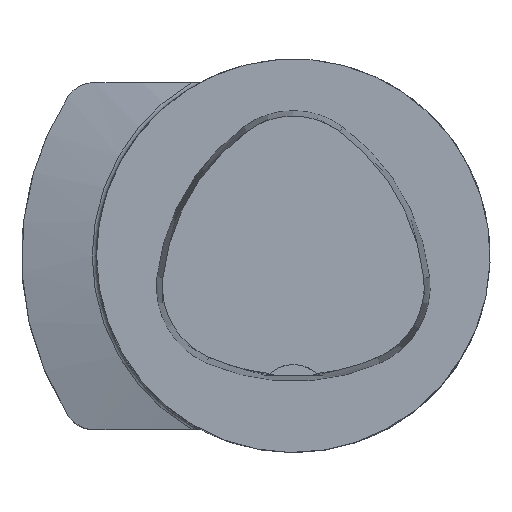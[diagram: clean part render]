
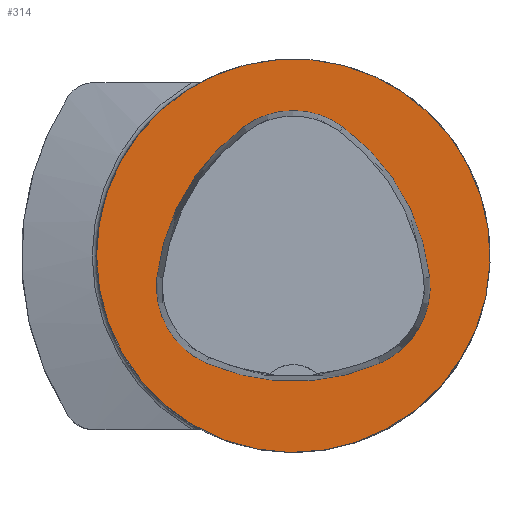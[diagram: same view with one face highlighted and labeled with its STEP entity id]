
A CAD part, top view. The second image highlights one B-rep face of the part: STEP entity #314.
In plain terms, the highlighted planar face has unit normal (0, 0, 1).
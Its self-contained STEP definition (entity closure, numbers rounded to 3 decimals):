
#253=FACE_BOUND('',#501,.T.);
#254=FACE_BOUND('',#502,.T.);
#314=ADVANCED_FACE('',(#253,#254),#348,.T.);
#348=PLANE('',#1316);
#501=EDGE_LOOP('',(#772,#773,#774,#775,#776,#777));
#502=EDGE_LOOP('',(#778));
#772=ORIENTED_EDGE('',*,*,#1060,.T.);
#773=ORIENTED_EDGE('',*,*,#1040,.T.);
#774=ORIENTED_EDGE('',*,*,#1044,.T.);
#775=ORIENTED_EDGE('',*,*,#1047,.T.);
#776=ORIENTED_EDGE('',*,*,#1050,.T.);
#777=ORIENTED_EDGE('',*,*,#1058,.T.);
#778=ORIENTED_EDGE('',*,*,#965,.F.);
#859=VERTEX_POINT('',#1820);
#906=VERTEX_POINT('',#2049);
#907=VERTEX_POINT('',#2050);
#910=VERTEX_POINT('',#2058);
#912=VERTEX_POINT('',#2064);
#914=VERTEX_POINT('',#2070);
#921=VERTEX_POINT('',#2091);
#965=EDGE_CURVE('',#859,#859,#1103,.T.);
#1040=EDGE_CURVE('',#906,#907,#1127,.T.);
#1044=EDGE_CURVE('',#907,#910,#1129,.T.);
#1047=EDGE_CURVE('',#910,#912,#1131,.T.);
#1050=EDGE_CURVE('',#912,#914,#1133,.T.);
#1058=EDGE_CURVE('',#914,#921,#1137,.T.);
#1060=EDGE_CURVE('',#921,#906,#1139,.T.);
#1103=CIRCLE('',#1234,40.);
#1127=CIRCLE('',#1294,44.);
#1129=CIRCLE('',#1297,17.);
#1131=CIRCLE('',#1300,44.);
#1133=CIRCLE('',#1303,17.);
#1137=CIRCLE('',#1308,44.);
#1139=CIRCLE('',#1311,17.);
#1234=AXIS2_PLACEMENT_3D('',#1819,#1463,#1464);
#1294=AXIS2_PLACEMENT_3D('',#2048,#1615,#1616);
#1297=AXIS2_PLACEMENT_3D('',#2057,#1623,#1624);
#1300=AXIS2_PLACEMENT_3D('',#2063,#1630,#1631);
#1303=AXIS2_PLACEMENT_3D('',#2069,#1637,#1638);
#1308=AXIS2_PLACEMENT_3D('',#2092,#1649,#1650);
#1311=AXIS2_PLACEMENT_3D('',#2095,#1655,#1656);
#1316=AXIS2_PLACEMENT_3D('',#2100,#1665,#1666);
#1463=DIRECTION('',(0.,0.,-1.));
#1464=DIRECTION('',(-1.,0.,0.));
#1615=DIRECTION('',(0.,0.,-1.));
#1616=DIRECTION('',(-1.,0.,0.));
#1623=DIRECTION('',(0.,0.,-1.));
#1624=DIRECTION('',(-1.,0.,0.));
#1630=DIRECTION('',(0.,0.,-1.));
#1631=DIRECTION('',(-1.,0.,0.));
#1637=DIRECTION('',(0.,0.,-1.));
#1638=DIRECTION('',(-1.,0.,0.));
#1649=DIRECTION('',(0.,0.,-1.));
#1650=DIRECTION('',(-1.,0.,0.));
#1655=DIRECTION('',(0.,0.,-1.));
#1656=DIRECTION('',(-1.,0.,0.));
#1665=DIRECTION('',(0.,0.,1.));
#1666=DIRECTION('',(1.,0.,0.));
#1819=CARTESIAN_POINT('',(0.,0.,0.));
#1820=CARTESIAN_POINT('',(-40.,0.,0.));
#2048=CARTESIAN_POINT('',(16.01,-9.224,0.));
#2049=CARTESIAN_POINT('',(-27.722,-4.378,0.));
#2050=CARTESIAN_POINT('',(-10.119,26.178,0.));
#2057=CARTESIAN_POINT('',(-0.023,12.5,0.));
#2058=CARTESIAN_POINT('',(10.049,26.194,0.));
#2063=CARTESIAN_POINT('',(-16.021,-9.25,0.));
#2064=CARTESIAN_POINT('',(27.71,-4.394,0.));
#2069=CARTESIAN_POINT('',(10.814,-6.27,0.));
#2070=CARTESIAN_POINT('',(17.611,-21.852,0.));
#2091=CARTESIAN_POINT('',(-17.652,-21.819,0.));
#2092=CARTESIAN_POINT('',(0.017,18.477,0.));
#2095=CARTESIAN_POINT('',(-10.825,-6.25,0.));
#2100=CARTESIAN_POINT('',(0.,0.,0.));
